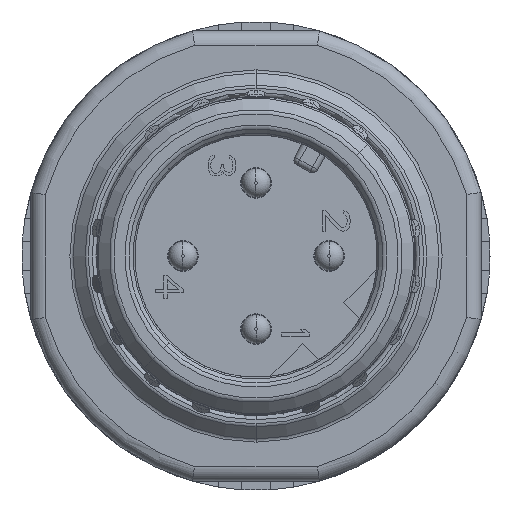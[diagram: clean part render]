
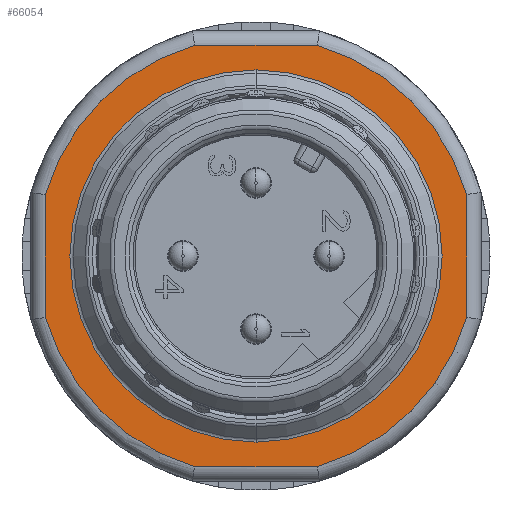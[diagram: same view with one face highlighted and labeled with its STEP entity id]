
A CAD part, left-side view. The second image highlights one B-rep face of the part: STEP entity #66054.
In plain terms, the highlighted planar face has unit normal (-1, 0, 0).
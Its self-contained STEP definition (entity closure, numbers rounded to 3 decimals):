
#2460 = EDGE_CURVE ( 'NONE', #84832, #69356, #15407, .T. ) ;
#2535 = CARTESIAN_POINT ( 'NONE',  ( 0., -2.1, -7.2 ) ) ;
#3237 = PLANE ( 'NONE',  #59151 ) ;
#3770 = CARTESIAN_POINT ( 'NONE',  ( 0., 0., 0. ) ) ;
#4293 = VERTEX_POINT ( 'NONE', #52014 ) ;
#5025 = AXIS2_PLACEMENT_3D ( 'NONE', #85692, #32684, #72334 ) ;
#5353 = DIRECTION ( 'NONE',  ( 1., 0., 0. ) ) ;
#5953 = AXIS2_PLACEMENT_3D ( 'NONE', #3770, #65151, #84737 ) ;
#6802 = VERTEX_POINT ( 'NONE', #18194 ) ;
#8103 = ORIENTED_EDGE ( 'NONE', *, *, #80546, .F. ) ;
#8764 = DIRECTION ( 'NONE',  ( 0., 1., 0. ) ) ;
#8928 = DIRECTION ( 'NONE',  ( 0., -0.96, 0.28 ) ) ;
#9489 = CARTESIAN_POINT ( 'NONE',  ( 0., -7.2, -2.1 ) ) ;
#12222 = EDGE_CURVE ( 'NONE', #49900, #23453, #50324, .T. ) ;
#13275 = ORIENTED_EDGE ( 'NONE', *, *, #28795, .T. ) ;
#14246 = CIRCLE ( 'NONE', #39836, 7.5 ) ;
#15407 = CIRCLE ( 'NONE', #42386, 7.5 ) ;
#16336 = LINE ( 'NONE', #36782, #83742 ) ;
#16631 = VERTEX_POINT ( 'NONE', #58229 ) ;
#17971 = ORIENTED_EDGE ( 'NONE', *, *, #75022, .T. ) ;
#18194 = CARTESIAN_POINT ( 'NONE',  ( 0., -2.1, 7.2 ) ) ;
#18296 = EDGE_CURVE ( 'NONE', #49900, #6802, #14246, .T. ) ;
#18897 = VECTOR ( 'NONE', #63210, 1000. ) ;
#20020 = DIRECTION ( 'NONE',  ( 0., -1., 0. ) ) ;
#20249 = CARTESIAN_POINT ( 'NONE',  ( 0., -7.2, 2.1 ) ) ;
#21906 = VERTEX_POINT ( 'NONE', #47886 ) ;
#23453 = VERTEX_POINT ( 'NONE', #9489 ) ;
#28795 = EDGE_CURVE ( 'NONE', #46524, #4293, #40522, .T. ) ;
#31387 = ORIENTED_EDGE ( 'NONE', *, *, #18296, .T. ) ;
#31577 = EDGE_CURVE ( 'NONE', #39531, #6802, #53823, .T. ) ;
#32452 = DIRECTION ( 'NONE',  ( 0., 0., -1. ) ) ;
#32684 = DIRECTION ( 'NONE',  ( 1., 0., 0. ) ) ;
#34038 = CIRCLE ( 'NONE', #49729, 7.5 ) ;
#35156 = CARTESIAN_POINT ( 'NONE',  ( 0., 0., -6.362 ) ) ;
#35182 = ORIENTED_EDGE ( 'NONE', *, *, #64178, .T. ) ;
#36782 = CARTESIAN_POINT ( 'NONE',  ( 0., 7.2, -2.1 ) ) ;
#38550 = VECTOR ( 'NONE', #8764, 1000. ) ;
#39066 = EDGE_CURVE ( 'NONE', #16631, #69356, #83501, .T. ) ;
#39531 = VERTEX_POINT ( 'NONE', #52175 ) ;
#39836 = AXIS2_PLACEMENT_3D ( 'NONE', #69889, #41870, #8928 ) ;
#40522 = CIRCLE ( 'NONE', #5025, 6.362 ) ;
#41746 = DIRECTION ( 'NONE',  ( 0., 0.28, 0.96 ) ) ;
#41870 = DIRECTION ( 'NONE',  ( -1., 0., 0. ) ) ;
#42179 = DIRECTION ( 'NONE',  ( -1., 0., 0. ) ) ;
#42386 = AXIS2_PLACEMENT_3D ( 'NONE', #80020, #67103, #80867 ) ;
#43310 = CARTESIAN_POINT ( 'NONE',  ( 0., 2.1, -7.2 ) ) ;
#46524 = VERTEX_POINT ( 'NONE', #35156 ) ;
#46882 = EDGE_LOOP ( 'NONE', ( #8103, #62230, #54726, #17971, #70670, #31387, #73148, #84616 ) ) ;
#47886 = CARTESIAN_POINT ( 'NONE',  ( 0., 7.2, 2.1 ) ) ;
#48632 = CIRCLE ( 'NONE', #5953, 7.5 ) ;
#49729 = AXIS2_PLACEMENT_3D ( 'NONE', #62183, #42179, #41746 ) ;
#49900 = VERTEX_POINT ( 'NONE', #20249 ) ;
#49969 = FACE_BOUND ( 'NONE', #83300, .T. ) ;
#50324 = LINE ( 'NONE', #82347, #18897 ) ;
#52014 = CARTESIAN_POINT ( 'NONE',  ( 0., 0., 6.362 ) ) ;
#52175 = CARTESIAN_POINT ( 'NONE',  ( 0., 2.1, 7.2 ) ) ;
#53823 = LINE ( 'NONE', #72998, #83421 ) ;
#54726 = ORIENTED_EDGE ( 'NONE', *, *, #39066, .F. ) ;
#56629 = FACE_OUTER_BOUND ( 'NONE', #46882, .T. ) ;
#58229 = CARTESIAN_POINT ( 'NONE',  ( 0., -2.1, -7.2 ) ) ;
#59151 = AXIS2_PLACEMENT_3D ( 'NONE', #70426, #63303, #63724 ) ;
#62183 = CARTESIAN_POINT ( 'NONE',  ( 0., 0., 0. ) ) ;
#62230 = ORIENTED_EDGE ( 'NONE', *, *, #2460, .T. ) ;
#63210 = DIRECTION ( 'NONE',  ( 0., 0., -1. ) ) ;
#63303 = DIRECTION ( 'NONE',  ( -1., 0., 0. ) ) ;
#63724 = DIRECTION ( 'NONE',  ( 0., 0., 1. ) ) ;
#63925 = DIRECTION ( 'NONE',  ( 0., 0., 1. ) ) ;
#64178 = EDGE_CURVE ( 'NONE', #4293, #46524, #70304, .T. ) ;
#64653 = AXIS2_PLACEMENT_3D ( 'NONE', #66299, #5353, #32452 ) ;
#65151 = DIRECTION ( 'NONE',  ( -1., 0., 0. ) ) ;
#66054 = ADVANCED_FACE ( 'NONE', ( #49969, #56629 ), #3237, .T. ) ;
#66299 = CARTESIAN_POINT ( 'NONE',  ( 0., 0., 0. ) ) ;
#67103 = DIRECTION ( 'NONE',  ( -1., 0., 0. ) ) ;
#69356 = VERTEX_POINT ( 'NONE', #43310 ) ;
#69889 = CARTESIAN_POINT ( 'NONE',  ( 0., 0., 0. ) ) ;
#70304 = CIRCLE ( 'NONE', #64653, 6.362 ) ;
#70426 = CARTESIAN_POINT ( 'NONE',  ( 0., 0., 7.056 ) ) ;
#70670 = ORIENTED_EDGE ( 'NONE', *, *, #12222, .F. ) ;
#72334 = DIRECTION ( 'NONE',  ( 0., 0., -1. ) ) ;
#72440 = EDGE_CURVE ( 'NONE', #39531, #21906, #34038, .T. ) ;
#72998 = CARTESIAN_POINT ( 'NONE',  ( 0., 2.1, 7.2 ) ) ;
#73148 = ORIENTED_EDGE ( 'NONE', *, *, #31577, .F. ) ;
#75022 = EDGE_CURVE ( 'NONE', #16631, #23453, #48632, .T. ) ;
#80020 = CARTESIAN_POINT ( 'NONE',  ( 0., 0., 0. ) ) ;
#80546 = EDGE_CURVE ( 'NONE', #84832, #21906, #16336, .T. ) ;
#80867 = DIRECTION ( 'NONE',  ( 0., 0.96, -0.28 ) ) ;
#82347 = CARTESIAN_POINT ( 'NONE',  ( 0., -7.2, 2.1 ) ) ;
#83300 = EDGE_LOOP ( 'NONE', ( #35182, #13275 ) ) ;
#83421 = VECTOR ( 'NONE', #20020, 1000. ) ;
#83501 = LINE ( 'NONE', #2535, #38550 ) ;
#83742 = VECTOR ( 'NONE', #63925, 1000. ) ;
#84616 = ORIENTED_EDGE ( 'NONE', *, *, #72440, .T. ) ;
#84737 = DIRECTION ( 'NONE',  ( 0., -0.28, -0.96 ) ) ;
#84832 = VERTEX_POINT ( 'NONE', #86288 ) ;
#85692 = CARTESIAN_POINT ( 'NONE',  ( 0., 0., 0. ) ) ;
#86288 = CARTESIAN_POINT ( 'NONE',  ( 0., 7.2, -2.1 ) ) ;
